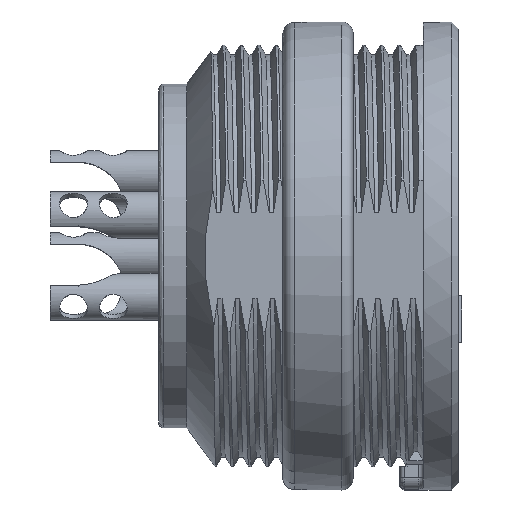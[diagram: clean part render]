
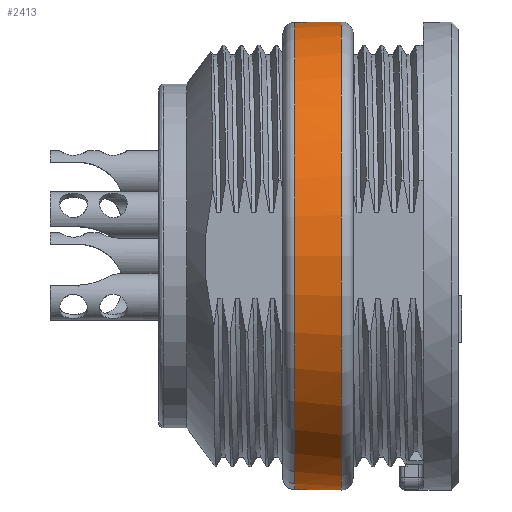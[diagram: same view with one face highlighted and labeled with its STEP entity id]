
A CAD part, top view. The second image highlights one B-rep face of the part: STEP entity #2413.
In plain terms, the highlighted cylindrical face has radius 10 mm (diameter 20 mm), a full revolution.
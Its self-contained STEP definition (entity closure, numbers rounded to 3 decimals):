
#1359=CYLINDRICAL_SURFACE('',#9407,10.);
#2413=ADVANCED_FACE('',(#4012,#4013),#1359,.T.);
#3013=LINE('',#39303,#3575);
#3018=LINE('',#39461,#3580);
#3023=LINE('',#39866,#3585);
#3027=LINE('',#39913,#3589);
#3575=VECTOR('',#10248,1.);
#3580=VECTOR('',#10255,1.);
#3585=VECTOR('',#10284,1.);
#3589=VECTOR('',#10290,1.);
#4012=FACE_BOUND('',#4337,.T.);
#4013=FACE_BOUND('',#4338,.T.);
#4337=EDGE_LOOP('',(#5749));
#4338=EDGE_LOOP('',(#5750,#5751,#5752,#5753,#5754,#5755,#5756,#5757));
#5749=ORIENTED_EDGE('',*,*,#8426,.F.);
#5750=ORIENTED_EDGE('',*,*,#8418,.F.);
#5751=ORIENTED_EDGE('',*,*,#8398,.T.);
#5752=ORIENTED_EDGE('',*,*,#8424,.T.);
#5753=ORIENTED_EDGE('',*,*,#8427,.T.);
#5754=ORIENTED_EDGE('',*,*,#8372,.F.);
#5755=ORIENTED_EDGE('',*,*,#8428,.T.);
#5756=ORIENTED_EDGE('',*,*,#8388,.T.);
#5757=ORIENTED_EDGE('',*,*,#8429,.T.);
#7398=VERTEX_POINT('',#39302);
#7399=VERTEX_POINT('',#39304);
#7411=VERTEX_POINT('',#39460);
#7412=VERTEX_POINT('',#39462);
#7419=VERTEX_POINT('',#39498);
#7420=VERTEX_POINT('',#39500);
#7429=VERTEX_POINT('',#39867);
#7432=VERTEX_POINT('',#39912);
#7433=VERTEX_POINT('',#39917);
#8372=EDGE_CURVE('',#7398,#7399,#3013,.T.);
#8388=EDGE_CURVE('',#7412,#7411,#3018,.T.);
#8398=EDGE_CURVE('',#7420,#7419,#9109,.T.);
#8418=EDGE_CURVE('',#7420,#7429,#3023,.T.);
#8424=EDGE_CURVE('',#7419,#7432,#3027,.T.);
#8426=EDGE_CURVE('',#7433,#7433,#9113,.T.);
#8427=EDGE_CURVE('',#7432,#7399,#9114,.T.);
#8428=EDGE_CURVE('',#7398,#7412,#9115,.T.);
#8429=EDGE_CURVE('',#7411,#7429,#9116,.T.);
#9109=CIRCLE('',#9393,10.);
#9113=CIRCLE('',#9403,10.);
#9114=CIRCLE('',#9404,10.);
#9115=CIRCLE('',#9405,10.);
#9116=CIRCLE('',#9406,10.);
#9393=AXIS2_PLACEMENT_3D('',#39499,#10267,#10268);
#9403=AXIS2_PLACEMENT_3D('',#39916,#10294,#10295);
#9404=AXIS2_PLACEMENT_3D('',#39918,#10296,#10297);
#9405=AXIS2_PLACEMENT_3D('',#39919,#10298,#10299);
#9406=AXIS2_PLACEMENT_3D('',#39920,#10300,#10301);
#9407=AXIS2_PLACEMENT_3D('',#39921,#10302,#10303);
#10248=DIRECTION('',(-1.,0.,0.));
#10255=DIRECTION('',(-1.,0.,0.));
#10267=DIRECTION('',(1.,0.,0.));
#10268=DIRECTION('',(0.,1.,0.));
#10284=DIRECTION('',(-1.,0.,0.));
#10290=DIRECTION('',(-1.,0.,0.));
#10294=DIRECTION('',(1.,0.,0.));
#10295=DIRECTION('',(0.,1.,0.));
#10296=DIRECTION('',(1.,0.,0.));
#10297=DIRECTION('',(0.,1.,0.));
#10298=DIRECTION('',(1.,0.,0.));
#10299=DIRECTION('',(0.,1.,0.));
#10300=DIRECTION('',(1.,0.,0.));
#10301=DIRECTION('',(0.,1.,0.));
#10302=DIRECTION('',(1.,0.,0.));
#10303=DIRECTION('',(0.,1.,0.));
#39302=CARTESIAN_POINT('',(-55.527,-37.796,0.589));
#39303=CARTESIAN_POINT('',(-55.527,-37.796,0.589));
#39304=CARTESIAN_POINT('',(-56.027,-37.796,0.589));
#39460=CARTESIAN_POINT('',(-56.027,-37.796,-0.611));
#39461=CARTESIAN_POINT('',(-55.527,-37.796,-0.611));
#39462=CARTESIAN_POINT('',(-55.527,-37.796,-0.611));
#39498=CARTESIAN_POINT('',(-55.527,-17.832,0.589));
#39499=CARTESIAN_POINT('',(-55.527,-27.814,-0.011));
#39500=CARTESIAN_POINT('',(-55.527,-17.832,-0.611));
#39866=CARTESIAN_POINT('',(-55.527,-17.832,-0.611));
#39867=CARTESIAN_POINT('',(-56.027,-17.832,-0.611));
#39912=CARTESIAN_POINT('',(-56.027,-17.832,0.589));
#39913=CARTESIAN_POINT('',(-53.527,-17.832,0.589));
#39916=CARTESIAN_POINT('',(-54.027,-27.814,-0.011));
#39917=CARTESIAN_POINT('',(-54.027,-17.814,-0.011));
#39918=CARTESIAN_POINT('',(-56.027,-27.814,-0.011));
#39919=CARTESIAN_POINT('',(-55.527,-27.814,-0.011));
#39920=CARTESIAN_POINT('',(-56.027,-27.814,-0.011));
#39921=CARTESIAN_POINT('',(-53.527,-27.814,-0.011));
